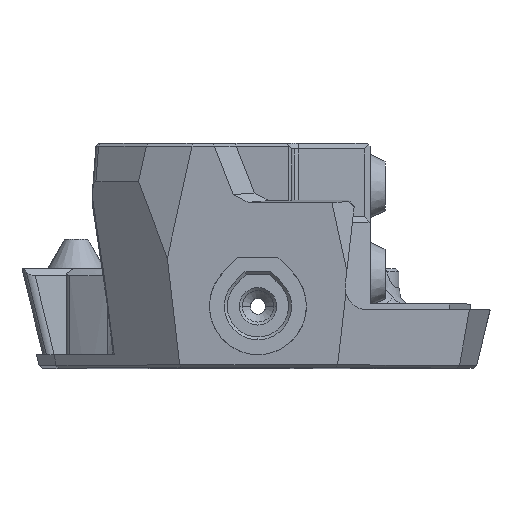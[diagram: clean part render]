
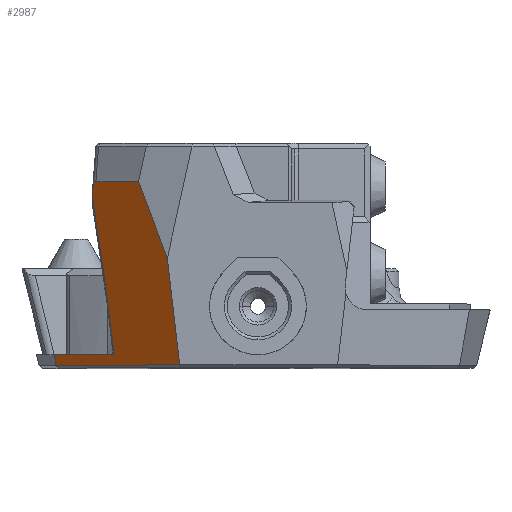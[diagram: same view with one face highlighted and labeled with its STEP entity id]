
A CAD part, top view. The second image highlights one B-rep face of the part: STEP entity #2987.
In plain terms, the highlighted planar face has unit normal (-0.622, -0.139, 0.771).
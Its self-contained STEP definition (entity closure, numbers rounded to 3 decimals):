
#926 = VERTEX_POINT ( 'NONE', #3608 ) ;
#1255 = VECTOR ( 'NONE', #3842, 1000. ) ;
#1779 =( BOUNDED_CURVE ( )  B_SPLINE_CURVE ( 3, ( #10916, #16636, #5332, #7995 ),
 .UNSPECIFIED., .F., .T. ) 
 B_SPLINE_CURVE_WITH_KNOTS ( ( 4, 4 ),
 ( 0.008, 0.934 ),
 .UNSPECIFIED. ) 
 CURVE ( )  GEOMETRIC_REPRESENTATION_ITEM ( )  RATIONAL_B_SPLINE_CURVE ( ( 1., 0.93, 0.93, 1. ) ) 
 REPRESENTATION_ITEM ( '' )  );
#1956 = EDGE_CURVE ( 'NONE', #15321, #8700, #4428, .T. ) ;
#2055 = VECTOR ( 'NONE', #3944, 1000. ) ;
#2328 = CARTESIAN_POINT ( 'NONE',  ( -144.825, 97.902, -37.358 ) ) ;
#2394 = ORIENTED_EDGE ( 'NONE', *, *, #13913, .F. ) ;
#2589 = LINE ( 'NONE', #11316, #2055 ) ;
#2709 = LINE ( 'NONE', #6972, #6202 ) ;
#2710 = PLANE ( 'NONE',  #7553 ) ;
#2784 = DIRECTION ( 'NONE',  ( 0.778, 0., 0.628 ) ) ;
#2834 = EDGE_CURVE ( 'NONE', #926, #10598, #1779, .T. ) ;
#2987 = ADVANCED_FACE ( 'NONE', ( #17517 ), #2710, .T. ) ;
#2990 = VECTOR ( 'NONE', #16228, 1000. ) ;
#3551 = ORIENTED_EDGE ( 'NONE', *, *, #16651, .F. ) ;
#3608 = CARTESIAN_POINT ( 'NONE',  ( -144.313, 99.803, -36.602 ) ) ;
#3739 = VECTOR ( 'NONE', #11559, 1000. ) ;
#3842 = DIRECTION ( 'NONE',  ( -0.147, 0.987, 0.059 ) ) ;
#3944 = DIRECTION ( 'NONE',  ( -0.114, 0.99, 0.087 ) ) ;
#4034 = VERTEX_POINT ( 'NONE', #10249 ) ;
#4099 = LINE ( 'NONE', #18656, #6103 ) ;
#4428 = LINE ( 'NONE', #7456, #7052 ) ;
#4534 = LINE ( 'NONE', #4630, #2990 ) ;
#4630 = CARTESIAN_POINT ( 'NONE',  ( -150.691, 80.018, -45.321 ) ) ;
#4744 = CARTESIAN_POINT ( 'NONE',  ( -132.904, 74.829, -31.906 ) ) ;
#4779 = EDGE_CURVE ( 'NONE', #9387, #15321, #4534, .T. ) ;
#4819 = EDGE_CURVE ( 'NONE', #14989, #10758, #2589, .T. ) ;
#4965 = ORIENTED_EDGE ( 'NONE', *, *, #2834, .T. ) ;
#5332 = CARTESIAN_POINT ( 'NONE',  ( -144.746, 99.121, -37.074 ) ) ;
#5417 = EDGE_LOOP ( 'NONE', ( #3551, #5845, #10545, #16958, #9474, #12736, #12563, #4965, #11768, #2394 ) ) ;
#5579 = CARTESIAN_POINT ( 'NONE',  ( -132.902, 74.832, -31.903 ) ) ;
#5812 = LINE ( 'NONE', #16007, #3739 ) ;
#5845 = ORIENTED_EDGE ( 'NONE', *, *, #4779, .T. ) ;
#5973 = CARTESIAN_POINT ( 'NONE',  ( -134.58, 89.376, -30.63 ) ) ;
#6103 = VECTOR ( 'NONE', #16918, 1000. ) ;
#6202 = VECTOR ( 'NONE', #8499, 1000. ) ;
#6586 = CARTESIAN_POINT ( 'NONE',  ( -144.476, 95.562, -37.499 ) ) ;
#6908 = CARTESIAN_POINT ( 'NONE',  ( -150.013, 76.233, -45.457 ) ) ;
#6972 = CARTESIAN_POINT ( 'NONE',  ( -146.922, 76.233, -42.963 ) ) ;
#7052 = VECTOR ( 'NONE', #2784, 1000. ) ;
#7456 = CARTESIAN_POINT ( 'NONE',  ( -141.395, 74.829, -38.756 ) ) ;
#7553 = AXIS2_PLACEMENT_3D ( 'NONE', #18599, #8500, #14321 ) ;
#7705 = EDGE_CURVE ( 'NONE', #11568, #926, #13054, .T. ) ;
#7717 = CARTESIAN_POINT ( 'NONE',  ( -148.792, 99.803, -40.215 ) ) ;
#7847 = EDGE_CURVE ( 'NONE', #10758, #11568, #4099, .T. ) ;
#7995 = CARTESIAN_POINT ( 'NONE',  ( -144.825, 97.902, -37.358 ) ) ;
#8139 = EDGE_CURVE ( 'NONE', #15791, #10598, #9448, .T. ) ;
#8262 = CARTESIAN_POINT ( 'NONE',  ( -142.189, 79.645, -38.528 ) ) ;
#8499 = DIRECTION ( 'NONE',  ( 0.778, 0., 0.628 ) ) ;
#8500 = DIRECTION ( 'NONE',  ( -0.622, -0.139, 0.771 ) ) ;
#8700 = VERTEX_POINT ( 'NONE', #4744 ) ;
#8728 = B_SPLINE_CURVE_WITH_KNOTS ( 'NONE', 3,
 ( #10820, #8262, #15604, #9599 ),
 .UNSPECIFIED., .F., .F.,
 ( 4, 4 ),
 ( -1.034, 0. ),
 .UNSPECIFIED. ) ;
#9387 = VERTEX_POINT ( 'NONE', #6908 ) ;
#9448 = LINE ( 'NONE', #6586, #1255 ) ;
#9474 = ORIENTED_EDGE ( 'NONE', *, *, #4819, .T. ) ;
#9599 = CARTESIAN_POINT ( 'NONE',  ( -143.118, 86.459, -38.047 ) ) ;
#10249 = CARTESIAN_POINT ( 'NONE',  ( -141.828, 76.233, -38.852 ) ) ;
#10274 = DIRECTION ( 'NONE',  ( -0.778, 0., -0.628 ) ) ;
#10545 = ORIENTED_EDGE ( 'NONE', *, *, #1956, .T. ) ;
#10598 = VERTEX_POINT ( 'NONE', #2328 ) ;
#10758 = VERTEX_POINT ( 'NONE', #5973 ) ;
#10793 = CARTESIAN_POINT ( 'NONE',  ( -138.506, 99.803, -31.916 ) ) ;
#10820 = CARTESIAN_POINT ( 'NONE',  ( -141.828, 76.233, -38.852 ) ) ;
#10916 = CARTESIAN_POINT ( 'NONE',  ( -144.313, 99.803, -36.602 ) ) ;
#11316 = CARTESIAN_POINT ( 'NONE',  ( -133.681, 81.588, -31.312 ) ) ;
#11326 = EDGE_CURVE ( 'NONE', #8700, #14989, #5812, .T. ) ;
#11559 = DIRECTION ( 'NONE',  ( 0.606, 0.537, 0.586 ) ) ;
#11568 = VERTEX_POINT ( 'NONE', #10793 ) ;
#11768 = ORIENTED_EDGE ( 'NONE', *, *, #8139, .F. ) ;
#11875 = CARTESIAN_POINT ( 'NONE',  ( -149.761, 74.829, -45.507 ) ) ;
#12563 = ORIENTED_EDGE ( 'NONE', *, *, #7705, .T. ) ;
#12736 = ORIENTED_EDGE ( 'NONE', *, *, #7847, .T. ) ;
#13054 = LINE ( 'NONE', #7717, #15539 ) ;
#13913 = EDGE_CURVE ( 'NONE', #4034, #15791, #8728, .T. ) ;
#14020 = CARTESIAN_POINT ( 'NONE',  ( -143.118, 86.459, -38.047 ) ) ;
#14321 = DIRECTION ( 'NONE',  ( -0.218, 0.976, 0. ) ) ;
#14989 = VERTEX_POINT ( 'NONE', #5579 ) ;
#15321 = VERTEX_POINT ( 'NONE', #11875 ) ;
#15539 = VECTOR ( 'NONE', #10274, 1000. ) ;
#15604 = CARTESIAN_POINT ( 'NONE',  ( -142.611, 83.056, -38.252 ) ) ;
#15791 = VERTEX_POINT ( 'NONE', #14020 ) ;
#16007 = CARTESIAN_POINT ( 'NONE',  ( -132.981, 74.762, -31.979 ) ) ;
#16228 = DIRECTION ( 'NONE',  ( 0.176, -0.984, -0.035 ) ) ;
#16636 = CARTESIAN_POINT ( 'NONE',  ( -144.563, 99.803, -36.803 ) ) ;
#16651 = EDGE_CURVE ( 'NONE', #9387, #4034, #2709, .T. ) ;
#16918 = DIRECTION ( 'NONE',  ( -0.35, 0.93, -0.115 ) ) ;
#16958 = ORIENTED_EDGE ( 'NONE', *, *, #11326, .T. ) ;
#17517 = FACE_OUTER_BOUND ( 'NONE', #5417, .T. ) ;
#18599 = CARTESIAN_POINT ( 'NONE',  ( -142.684, 81.134, -38.658 ) ) ;
#18656 = CARTESIAN_POINT ( 'NONE',  ( -136.022, 93.205, -31.102 ) ) ;
